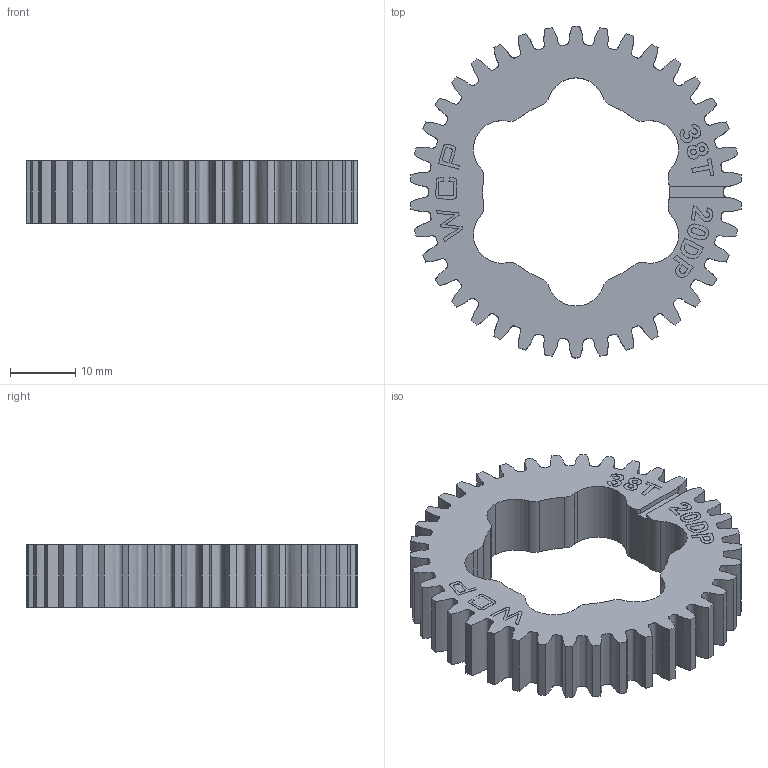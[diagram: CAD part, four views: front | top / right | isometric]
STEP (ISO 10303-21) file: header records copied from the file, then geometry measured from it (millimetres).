
FILE_DESCRIPTION (( 'STEP AP214' ), '1' );
FILE_NAME ('WCP-1193 Rev1.step', '2024-01-05T00:49:47', ( '' ), ( '' ), 'SwSTEP 2.0', 'SolidWorks 2022', '' );
FILE_SCHEMA (( 'AUTOMOTIVE_DESIGN' ));
Length unit declared in the file: inch
Products named in the file (1): WCP-1193 Rev1
Bounding box: 50.71 x 50.8 x 9.53 mm (x, y, z)
Volume: 10484.3 mm3; surface area: 6078.1 mm2
Topology: 1 solids, 1 shells, 258 faces, 723 edges, 482 vertices
Faces by surface type: plane 95, bspline 94, cylinder 69
Entity records: 23125 total; most frequent: CARTESIAN_POINT 16940, ORIENTED_EDGE 1446, DIRECTION 1003, EDGE_CURVE 723, VERTEX_POINT 482, VECTOR 393, LINE 393, AXIS2_PLACEMENT_3D 305
